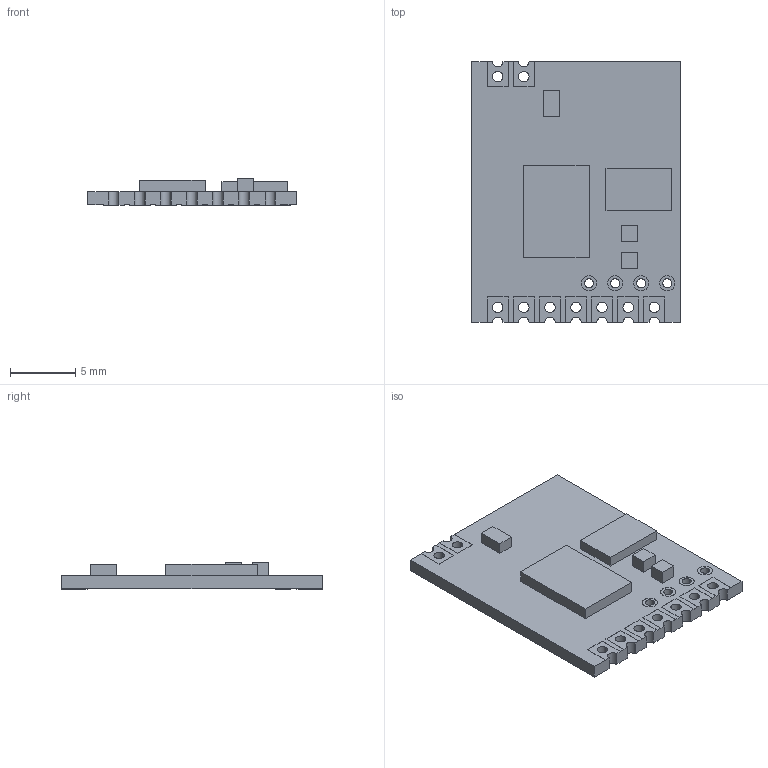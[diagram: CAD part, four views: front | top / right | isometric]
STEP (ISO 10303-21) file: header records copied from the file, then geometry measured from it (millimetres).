
FILE_DESCRIPTION (( 'STEP AP214' ), '1' );
FILE_NAME ('User Library-HM-TRP-868S.STEP', '2017-10-19T23:20:24', ( 'Windows User' ), ( '' ), 'SwSTEP 2.0', 'SolidWorks 2017', '' );
FILE_SCHEMA (( 'AUTOMOTIVE_DESIGN' ));
Length unit declared in the file: millimetre
Products named in the file (1): User Library-HM-TRP-868S
Bounding box: 16 x 20 x 2.01 mm (x, y, z)
Volume: 361.9 mm3; surface area: 783.7 mm2
Topology: 1 solids, 1 shells, 171 faces, 468 edges, 312 vertices
Faces by surface type: plane 120, cylinder 51
Entity records: 7371 total; most frequent: CARTESIAN_POINT 952, ORIENTED_EDGE 936, DIRECTION 914, EDGE_CURVE 468, VECTOR 366, LINE 366, VERTEX_POINT 312, AXIS2_PLACEMENT_3D 274
